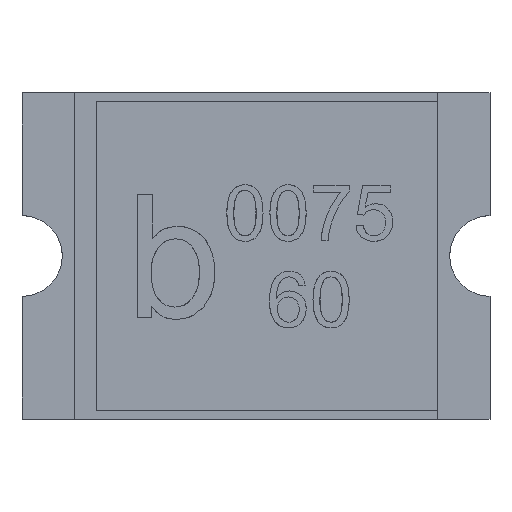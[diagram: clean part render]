
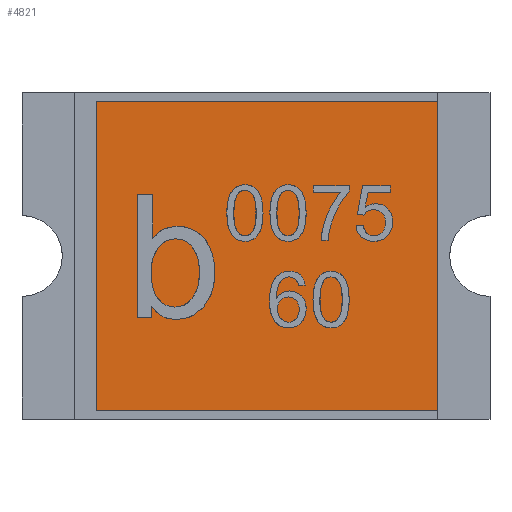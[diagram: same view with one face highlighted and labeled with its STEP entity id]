
A CAD part, top view. The second image highlights one B-rep face of the part: STEP entity #4821.
In plain terms, the highlighted planar face has unit normal (0, 0, 1).
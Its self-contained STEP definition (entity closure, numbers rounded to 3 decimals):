
#271=PLANE('',#5178);
#642=LINE('',#9368,#1064);
#646=LINE('',#9377,#1068);
#649=LINE('',#9383,#1071);
#652=LINE('',#9389,#1074);
#1064=VECTOR('',#5837,1000.);
#1068=VECTOR('',#5843,1000.);
#1071=VECTOR('',#5848,1000.);
#1074=VECTOR('',#5853,1000.);
#2376=ORIENTED_EDGE('',*,*,#3137,.F.);
#2377=ORIENTED_EDGE('',*,*,#3134,.F.);
#2378=ORIENTED_EDGE('',*,*,#3130,.F.);
#2379=ORIENTED_EDGE('',*,*,#3140,.F.);
#3130=EDGE_CURVE('',#3618,#3619,#642,.T.);
#3134=EDGE_CURVE('',#3619,#3622,#646,.T.);
#3137=EDGE_CURVE('',#3622,#3624,#649,.T.);
#3140=EDGE_CURVE('',#3624,#3618,#652,.T.);
#3618=VERTEX_POINT('',#9369);
#3619=VERTEX_POINT('',#9370);
#3622=VERTEX_POINT('',#9378);
#3624=VERTEX_POINT('',#9384);
#4163=EDGE_LOOP('',(#2376,#2377,#2378,#2379));
#4435=FACE_BOUND('',#4163,.T.);
#4821=ADVANCED_FACE('',(#4435),#271,.T.);
#5178=AXIS2_PLACEMENT_3D('',#9392,#5857,#5858);
#5837=DIRECTION('',(-1.,0.,0.));
#5843=DIRECTION('',(0.,1.,0.));
#5848=DIRECTION('',(1.,0.,0.));
#5853=DIRECTION('',(0.,-1.,0.));
#5857=DIRECTION('',(0.,0.,1.));
#5858=DIRECTION('',(1.,0.,0.));
#9368=CARTESIAN_POINT('',(-1.208,-2.51,0.308));
#9369=CARTESIAN_POINT('',(2.95,-2.51,0.308));
#9370=CARTESIAN_POINT('',(-2.594,-2.51,0.308));
#9377=CARTESIAN_POINT('',(-2.594,1.255,0.308));
#9378=CARTESIAN_POINT('',(-2.594,2.51,0.308));
#9383=CARTESIAN_POINT('',(1.564,2.51,0.308));
#9384=CARTESIAN_POINT('',(2.95,2.51,0.308));
#9389=CARTESIAN_POINT('',(2.95,-1.255,0.308));
#9392=CARTESIAN_POINT('',(0.178,0.,0.308));
